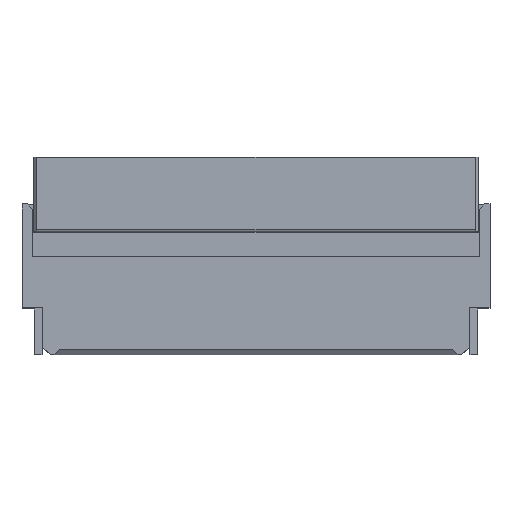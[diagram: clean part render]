
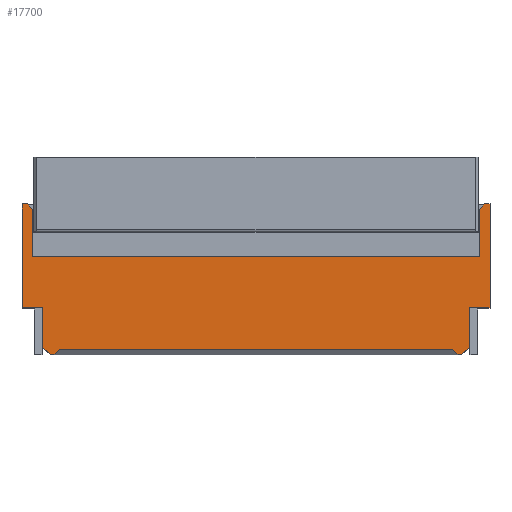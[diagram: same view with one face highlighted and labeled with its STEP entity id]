
A CAD part, top view. The second image highlights one B-rep face of the part: STEP entity #17700.
In plain terms, the highlighted planar face has unit normal (0, 0, 1).
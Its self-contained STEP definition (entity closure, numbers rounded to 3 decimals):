
#100=CARTESIAN_POINT('',(-4.4,1.,1.));
#110=VERTEX_POINT('',#100);
#360=CARTESIAN_POINT('',(-4.3,0.9,1.));
#370=VERTEX_POINT('',#360);
#400=CARTESIAN_POINT('',(12.5,-15.9,1.));
#410=DIRECTION('',(-0.707,0.707,0.));
#420=VECTOR('',#410,1.);
#430=LINE('',#400,#420);
#440=EDGE_CURVE('',#370,#110,#430,.T.);
#2820=CARTESIAN_POINT('',(-4.3,-0.02,1.));
#2830=VERTEX_POINT('',#2820);
#2860=CARTESIAN_POINT('',(-4.3,0.695,1.));
#2870=DIRECTION('',(0.,1.,0.));
#2880=VECTOR('',#2870,1.);
#2890=LINE('',#2860,#2880);
#2900=EDGE_CURVE('',#2830,#370,#2890,.T.);
#5880=CARTESIAN_POINT('',(12.5,1.,1.));
#5890=DIRECTION('',(-1.,0.,0.));
#5900=VECTOR('',#5890,1.);
#5910=LINE('',#5880,#5900);
#5920=CARTESIAN_POINT('',(-4.5,1.,1.));
#5930=VERTEX_POINT('',#5920);
#5940=EDGE_CURVE('',#110,#5930,#5910,.T.);
#15030=CARTESIAN_POINT('',(-3.953,-1.9,1.));
#15040=VERTEX_POINT('',#15030);
#15200=CARTESIAN_POINT('',(-4.103,-1.75,1.));
#15210=VERTEX_POINT('',#15200);
#15240=CARTESIAN_POINT('',(-6.547,0.695,1.));
#15250=DIRECTION('',(0.707,-0.707,
0.));
#15260=VECTOR('',#15250,1.);
#15270=LINE('',#15240,#15260);
#15280=EDGE_CURVE('',#15210,#15040,#15270,.T.);
#16350=CARTESIAN_POINT('',(-42.677,-1.494,
1.));
#16360=DIRECTION('',(0.,0.,1.));
#16370=DIRECTION('',(0.,-1.,0.));
#16380=AXIS2_PLACEMENT_3D('',#16350,#16360,#16370);
#16390=PLANE('',#16380);
#16400=CARTESIAN_POINT('',(4.3,0.695,1.));
#16410=DIRECTION('',(0.,1.,0.));
#16420=VECTOR('',#16410,1.);
#16430=LINE('',#16400,#16420);
#16440=CARTESIAN_POINT('',(4.3,-0.02,1.));
#16450=VERTEX_POINT('',#16440);
#16460=CARTESIAN_POINT('',(4.3,0.9,1.));
#16470=VERTEX_POINT('',#16460);
#16480=EDGE_CURVE('',#16450,#16470,#16430,.T.);
#16490=ORIENTED_EDGE('',*,*,#16480,.F.);
#16500=CARTESIAN_POINT('',(-12.5,-15.9,1.));
#16510=DIRECTION('',(0.707,0.707,
0.));
#16520=VECTOR('',#16510,1.);
#16530=LINE('',#16500,#16520);
#16540=CARTESIAN_POINT('',(4.4,1.,1.));
#16550=VERTEX_POINT('',#16540);
#16560=EDGE_CURVE('',#16470,#16550,#16530,.T.);
#16570=ORIENTED_EDGE('',*,*,#16560,.F.);
#16580=CARTESIAN_POINT('',(-12.5,1.,1.));
#16590=DIRECTION('',(1.,0.,0.));
#16600=VECTOR('',#16590,1.);
#16610=LINE('',#16580,#16600);
#16620=CARTESIAN_POINT('',(4.5,1.,1.));
#16630=VERTEX_POINT('',#16620);
#16640=EDGE_CURVE('',#16550,#16630,#16610,.T.);
#16650=ORIENTED_EDGE('',*,*,#16640,.F.);
#16660=CARTESIAN_POINT('',(4.5,0.695,1.));
#16670=DIRECTION('',(0.,1.,0.));
#16680=VECTOR('',#16670,1.);
#16690=LINE('',#16660,#16680);
#16700=CARTESIAN_POINT('',(4.5,-1.,1.));
#16710=VERTEX_POINT('',#16700);
#16720=EDGE_CURVE('',#16710,#16630,#16690,.T.);
#16730=ORIENTED_EDGE('',*,*,#16720,.T.);
#16740=CARTESIAN_POINT('',(-12.5,-1.,1.));
#16750=DIRECTION('',(-1.,0.,0.));
#16760=VECTOR('',#16750,1.);
#16770=LINE('',#16740,#16760);
#16780=CARTESIAN_POINT('',(4.103,-1.,1.));
#16790=VERTEX_POINT('',#16780);
#16800=EDGE_CURVE('',#16710,#16790,#16770,.T.);
#16810=ORIENTED_EDGE('',*,*,#16800,.F.);
#16820=CARTESIAN_POINT('',(4.103,0.695,1.));
#16830=DIRECTION('',(0.,1.,0.));
#16840=VECTOR('',#16830,1.);
#16850=LINE('',#16820,#16840);
#16860=CARTESIAN_POINT('',(4.103,-1.75,1.));
#16870=VERTEX_POINT('',#16860);
#16880=EDGE_CURVE('',#16870,#16790,#16850,.T.);
#16890=ORIENTED_EDGE('',*,*,#16880,.T.);
#16900=CARTESIAN_POINT('',(6.547,0.695,
1.));
#16910=DIRECTION('',(-0.707,-0.707,
0.));
#16920=VECTOR('',#16910,1.);
#16930=LINE('',#16900,#16920);
#16940=CARTESIAN_POINT('',(3.953,-1.9,1.));
#16950=VERTEX_POINT('',#16940);
#16960=EDGE_CURVE('',#16870,#16950,#16930,.T.);
#16970=ORIENTED_EDGE('',*,*,#16960,.F.);
#16980=CARTESIAN_POINT('',(5.,-1.9,1.));
#16990=DIRECTION('',(1.,0.,0.));
#17000=VECTOR('',#16990,1.);
#17010=LINE('',#16980,#17000);
#17020=CARTESIAN_POINT('',(3.885,-1.9,1.));
#17030=VERTEX_POINT('',#17020);
#17040=EDGE_CURVE('',#17030,#16950,#17010,.T.);
#17050=ORIENTED_EDGE('',*,*,#17040,.T.);
#17060=CARTESIAN_POINT('',(1.29,0.695,
1.));
#17070=DIRECTION('',(-0.707,0.707,
0.));
#17080=VECTOR('',#17070,1.);
#17090=LINE('',#17060,#17080);
#17100=CARTESIAN_POINT('',(3.785,-1.8,1.));
#17110=VERTEX_POINT('',#17100);
#17120=EDGE_CURVE('',#17030,#17110,#17090,.T.);
#17130=ORIENTED_EDGE('',*,*,#17120,.F.);
#17140=CARTESIAN_POINT('',(5.5,-1.8,1.));
#17150=DIRECTION('',(1.,0.,0.));
#17160=VECTOR('',#17150,1.);
#17170=LINE('',#17140,#17160);
#17180=CARTESIAN_POINT('',(-3.785,-1.8,1.));
#17190=VERTEX_POINT('',#17180);
#17200=EDGE_CURVE('',#17190,#17110,#17170,.T.);
#17210=ORIENTED_EDGE('',*,*,#17200,.T.);
#17220=CARTESIAN_POINT('',(-1.29,0.695,1.));
#17230=DIRECTION('',(0.707,0.707,
0.));
#17240=VECTOR('',#17230,1.);
#17250=LINE('',#17220,#17240);
#17260=CARTESIAN_POINT('',(-3.885,-1.9,1.));
#17270=VERTEX_POINT('',#17260);
#17280=EDGE_CURVE('',#17270,#17190,#17250,.T.);
#17290=ORIENTED_EDGE('',*,*,#17280,.T.);
#17300=CARTESIAN_POINT('',(-5.,-1.9,1.));
#17310=DIRECTION('',(-1.,0.,0.));
#17320=VECTOR('',#17310,1.);
#17330=LINE('',#17300,#17320);
#17340=EDGE_CURVE('',#17270,#15040,#17330,.T.);
#17350=ORIENTED_EDGE('',*,*,#17340,.F.);
#17360=ORIENTED_EDGE('',*,*,#15280,.T.);
#17370=CARTESIAN_POINT('',(-4.103,0.695,1.));
#17380=DIRECTION('',(0.,1.,0.));
#17390=VECTOR('',#17380,1.);
#17400=LINE('',#17370,#17390);
#17410=CARTESIAN_POINT('',(-4.103,-1.,1.));
#17420=VERTEX_POINT('',#17410);
#17430=EDGE_CURVE('',#15210,#17420,#17400,.T.);
#17440=ORIENTED_EDGE('',*,*,#17430,.F.);
#17450=CARTESIAN_POINT('',(12.5,-1.,1.));
#17460=DIRECTION('',(1.,0.,0.));
#17470=VECTOR('',#17460,1.);
#17480=LINE('',#17450,#17470);
#17490=CARTESIAN_POINT('',(-4.5,-1.,1.));
#17500=VERTEX_POINT('',#17490);
#17510=EDGE_CURVE('',#17500,#17420,#17480,.T.);
#17520=ORIENTED_EDGE('',*,*,#17510,.T.);
#17530=CARTESIAN_POINT('',(-4.5,0.695,1.));
#17540=DIRECTION('',(0.,1.,0.));
#17550=VECTOR('',#17540,1.);
#17560=LINE('',#17530,#17550);
#17570=EDGE_CURVE('',#17500,#5930,#17560,.T.);
#17580=ORIENTED_EDGE('',*,*,#17570,.F.);
#17590=ORIENTED_EDGE('',*,*,#5940,.T.);
#17600=ORIENTED_EDGE('',*,*,#440,.T.);
#17610=ORIENTED_EDGE('',*,*,#2900,.T.);
#17620=CARTESIAN_POINT('',(5.5,-0.02,1.));
#17630=DIRECTION('',(1.,0.,0.));
#17640=VECTOR('',#17630,1.);
#17650=LINE('',#17620,#17640);
#17660=EDGE_CURVE('',#2830,#16450,#17650,.T.);
#17670=ORIENTED_EDGE('',*,*,#17660,.F.);
#17680=EDGE_LOOP('',(#17670,#17610,#17600,#17590,#17580,#17520,#17440,
#17360,#17350,#17290,#17210,#17130,#17050,#16970,#16890,#16810,#16730,
#16650,#16570,#16490));
#17690=FACE_OUTER_BOUND('',#17680,.T.);
#17700=ADVANCED_FACE('',(#17690),#16390,.T.);
